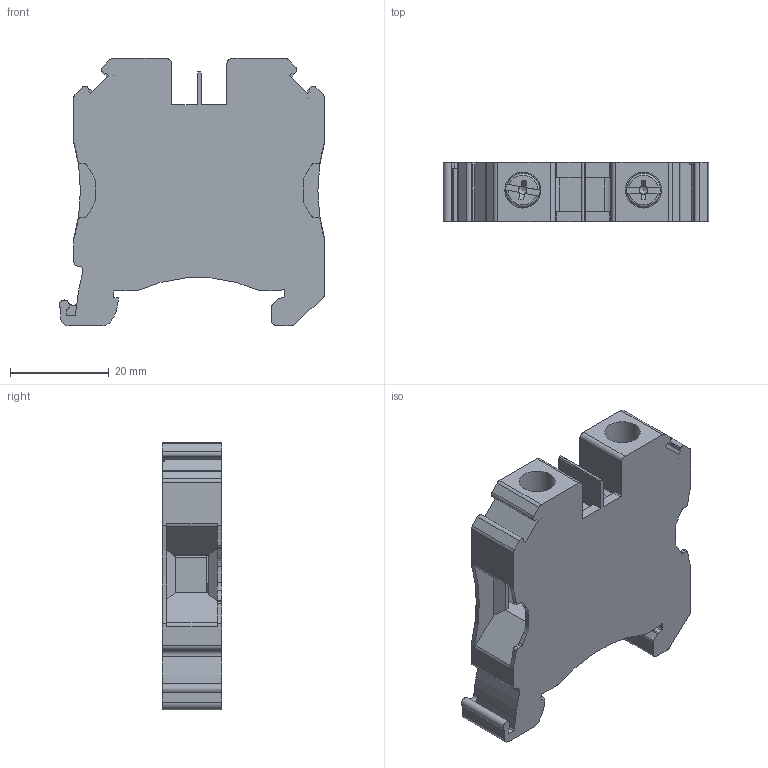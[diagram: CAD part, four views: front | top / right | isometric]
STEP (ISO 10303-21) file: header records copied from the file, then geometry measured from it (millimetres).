
FILE_DESCRIPTION(/* description */ ('Unknown'),/* implementation_level */ '2;1');
FILE_NAME(/* name */ 'TQC16_SOLID',/* time_stamp */ '2023-01-04T12:09:24+06:00',/* author */ ('Unknown'),/* organization */ ('Unknown'),/* preprocessor_version */ 'ST-DEVELOPER v16.7',/* originating_system */ 'Solid Edge',/* authorisation */ 'Unknown');
FILE_SCHEMA (('AUTOMOTIVE_DESIGN {1 0 10303 214 3 1 1}'));
Length unit declared in the file: millimetre
Products named in the file (1): TQC16_SOLID
Bounding box: 53.9 x 12 x 54.25 mm (x, y, z)
Volume: 22920.6 mm3; surface area: 10758.6 mm2
Topology: 1 solids, 9 shells, 362 faces, 1014 edges, 673 vertices
Faces by surface type: plane 226, cylinder 112, cone 14, torus 10
Full cylindrical faces by diameter (mm): 5 x2, 5.5 x2, 7.3 x2
Entity records: 14114 total; most frequent: CARTESIAN_POINT 2144, ORIENTED_EDGE 1984, DIRECTION 1931, EDGE_CURVE 992, LINE 703, VECTOR 703, VERTEX_POINT 665, AXIS2_PLACEMENT_3D 614
